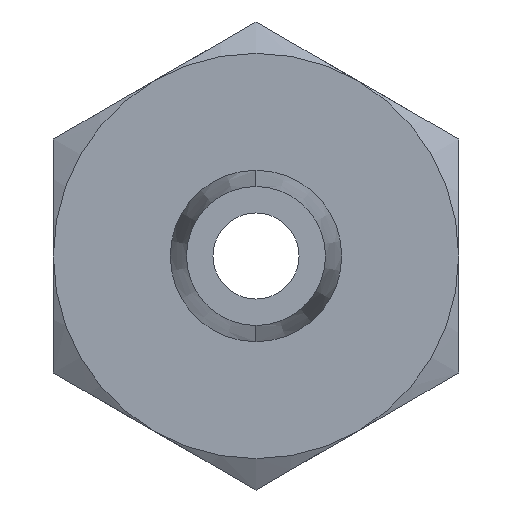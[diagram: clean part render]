
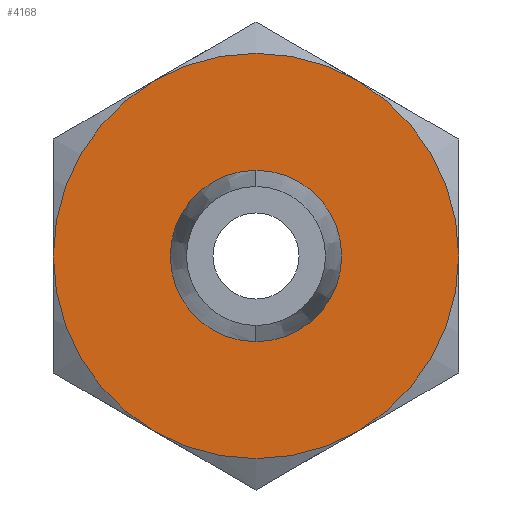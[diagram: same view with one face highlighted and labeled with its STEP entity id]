
A CAD part, left-side view. The second image highlights one B-rep face of the part: STEP entity #4168.
In plain terms, the highlighted planar face has unit normal (-1, 0, 0).
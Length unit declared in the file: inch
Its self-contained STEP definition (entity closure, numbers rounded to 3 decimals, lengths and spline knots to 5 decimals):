
#181=CARTESIAN_POINT('',(0.5,0.0,0.0925));
#182=VERTEX_POINT('',#181);
#191=CARTESIAN_POINT('',(0.5,0.,-0.0925));
#192=VERTEX_POINT('',#191);
#193=CARTESIAN_POINT('',(0.5,0.0,0.0));
#194=DIRECTION('',(-1.0,0.0,0.0));
#195=DIRECTION('',(0.0,0.0,1.0));
#196=AXIS2_PLACEMENT_3D('',#193,#194,#195);
#197=CIRCLE('',#196,0.0925);
#198=EDGE_CURVE('',#182,#192,#197,.T.);
#2468=CARTESIAN_POINT('',(0.5,0.21875,0.));
#2469=VERTEX_POINT('',#2468);
#3398=CARTESIAN_POINT('',(0.5,-0.21875,0.0));
#3399=VERTEX_POINT('',#3398);
#3697=CARTESIAN_POINT('',(0.5,0.10938,0.18944));
#3698=VERTEX_POINT('',#3697);
#3713=CARTESIAN_POINT('',(0.5,0.0,0.0));
#3714=DIRECTION('',(-1.0,0.0,0.0));
#3715=DIRECTION('',(0.0,-1.0,0.0));
#3716=AXIS2_PLACEMENT_3D('',#3713,#3714,#3715);
#3717=CIRCLE('',#3716,0.21875);
#3718=EDGE_CURVE('',#3698,#2469,#3717,.T.);
#3730=CARTESIAN_POINT('',(0.5,-0.10938,0.18944));
#3731=VERTEX_POINT('',#3730);
#3758=CARTESIAN_POINT('',(0.5,0.0,0.0));
#3759=DIRECTION('',(-1.0,0.0,0.0));
#3760=DIRECTION('',(0.0,-1.0,0.0));
#3761=AXIS2_PLACEMENT_3D('',#3758,#3759,#3760);
#3762=CIRCLE('',#3761,0.21875);
#3763=EDGE_CURVE('',#3731,#3698,#3762,.T.);
#3787=CARTESIAN_POINT('',(0.5,0.0,0.0));
#3788=DIRECTION('',(-1.0,0.0,0.0));
#3789=DIRECTION('',(0.0,-1.0,0.0));
#3790=AXIS2_PLACEMENT_3D('',#3787,#3788,#3789);
#3791=CIRCLE('',#3790,0.21875);
#3792=EDGE_CURVE('',#3399,#3731,#3791,.T.);
#3803=CARTESIAN_POINT('',(0.5,-0.10938,-0.18944));
#3804=VERTEX_POINT('',#3803);
#3805=CARTESIAN_POINT('',(0.5,0.0,0.0));
#3806=DIRECTION('',(-1.0,0.0,0.0));
#3807=DIRECTION('',(0.0,-1.0,0.0));
#3808=AXIS2_PLACEMENT_3D('',#3805,#3806,#3807);
#3809=CIRCLE('',#3808,0.21875);
#3810=EDGE_CURVE('',#3804,#3399,#3809,.T.);
#3848=CARTESIAN_POINT('',(0.5,0.10938,-0.18944));
#3849=VERTEX_POINT('',#3848);
#3850=CARTESIAN_POINT('',(0.5,0.0,0.0));
#3851=DIRECTION('',(-1.0,0.0,0.0));
#3852=DIRECTION('',(0.0,-1.0,0.0));
#3853=AXIS2_PLACEMENT_3D('',#3850,#3851,#3852);
#3854=CIRCLE('',#3853,0.21875);
#3855=EDGE_CURVE('',#3849,#3804,#3854,.T.);
#3891=CARTESIAN_POINT('',(0.5,0.0,0.0));
#3892=DIRECTION('',(-1.0,0.0,0.0));
#3893=DIRECTION('',(0.0,-1.0,0.0));
#3894=AXIS2_PLACEMENT_3D('',#3891,#3892,#3893);
#3895=CIRCLE('',#3894,0.21875);
#3896=EDGE_CURVE('',#2469,#3849,#3895,.T.);
#4145=CARTESIAN_POINT('',(0.5,0.,0.));
#4146=DIRECTION('',(1.0,0.0,0.0));
#4147=DIRECTION('',(0.0,0.0,-1.0));
#4148=AXIS2_PLACEMENT_3D('',#4145,#4146,#4147);
#4149=PLANE('',#4148);
#4150=ORIENTED_EDGE('',*,*,#3896,.T.);
#4151=ORIENTED_EDGE('',*,*,#3855,.T.);
#4152=ORIENTED_EDGE('',*,*,#3810,.T.);
#4153=ORIENTED_EDGE('',*,*,#3792,.T.);
#4154=ORIENTED_EDGE('',*,*,#3763,.T.);
#4155=ORIENTED_EDGE('',*,*,#3718,.T.);
#4156=EDGE_LOOP('',(#4150,#4151,#4152,#4153,#4154,#4155));
#4157=FACE_OUTER_BOUND('',#4156,.T.);
#4158=ORIENTED_EDGE('',*,*,#198,.F.);
#4159=CARTESIAN_POINT('',(0.5,0.0,0.0));
#4160=DIRECTION('',(-1.0,0.0,0.0));
#4161=DIRECTION('',(0.0,0.0,1.0));
#4162=AXIS2_PLACEMENT_3D('',#4159,#4160,#4161);
#4163=CIRCLE('',#4162,0.0925);
#4164=EDGE_CURVE('',#192,#182,#4163,.T.);
#4165=ORIENTED_EDGE('',*,*,#4164,.F.);
#4166=EDGE_LOOP('',(#4158,#4165));
#4167=FACE_BOUND('',#4166,.T.);
#4168=ADVANCED_FACE('',(#4157,#4167),#4149,.F.);
